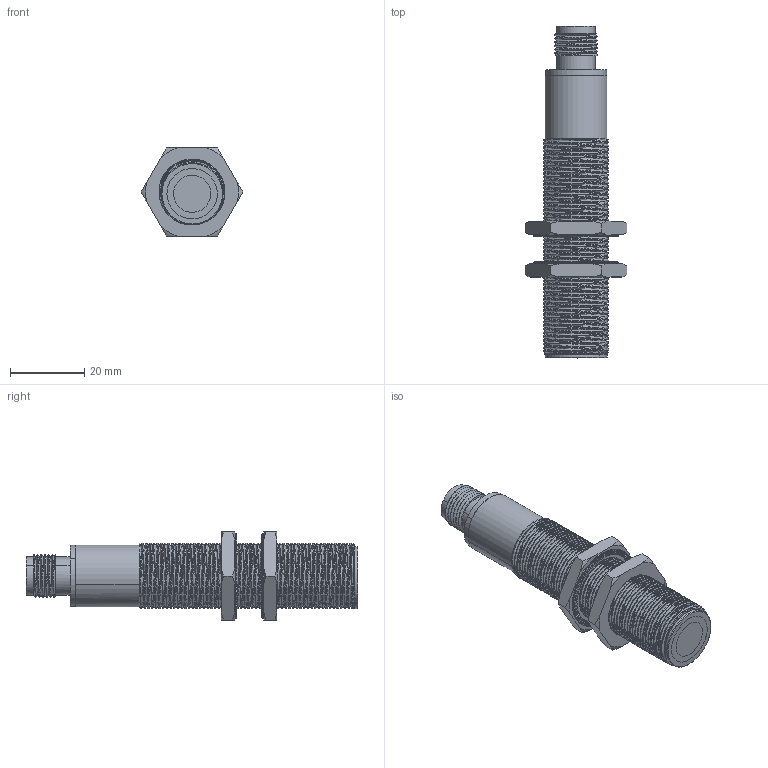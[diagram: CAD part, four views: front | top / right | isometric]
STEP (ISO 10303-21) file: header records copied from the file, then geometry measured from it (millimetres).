
FILE_DESCRIPTION((''),'2;1');
FILE_NAME('ASM0001_ASM','2026-01-12T14:23:06',('Administrator'),(''),'CREO PARAMETRIC BY PTC INC, 2020281','CREO PARAMETRIC BY PTC INC, 2020281','');
FILE_SCHEMA(('AUTOMOTIVE_DESIGN { 1 0 10303 214 1 1 1 1 }'));
Products named in the file (5): 18______M18L4_1-M-02_STEP_2; 18____D18L75-_M-_______STEP_2; UKS1000-M18_X2_603B957F_X-208_1_ASM; UKS1000-M18_X2_603B957F_X-153_1_ASM; ASM0001_ASM
Assembly tree (5 placements, depth 4):
  ASM0001_ASM
    UKS1000-M18_X2_603B957F_X-153_1_ASM
      UKS1000-M18_X2_603B957F_X-208_1_ASM
        18______M18L4_1-M-02_STEP_2  x2
        18____D18L75-_M-_______STEP_2
Bounding box: 27.41 x 89.45 x 23.74 mm (x, y, z)
Volume: 20466.7 mm3; surface area: 11246.4 mm2
Topology: 3 solids, 3 shells, 1409 faces, 4059 edges, 2667 vertices
Faces by surface type: plane 922, cylinder 426, torus 38, cone 17, bspline 6
Entity records: 67562 total; most frequent: CARTESIAN_POINT 35169, ORIENTED_EDGE 4728, DIRECTION 3523, PRESENTATION_STYLE_ASSIGNMENT 3015, STYLED_ITEM 2957, CURVE_STYLE 2364, EDGE_CURVE 2364, VERTEX_POINT 1560
